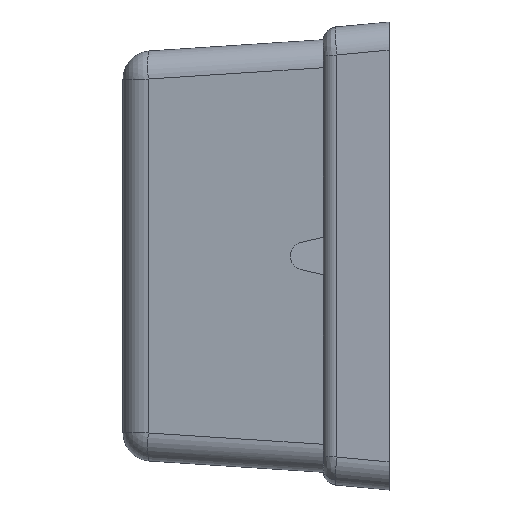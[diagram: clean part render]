
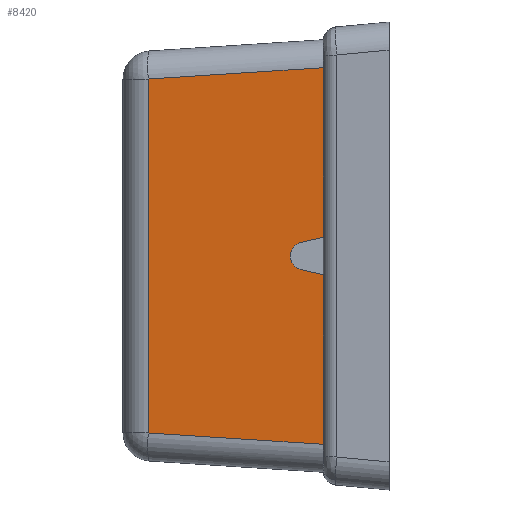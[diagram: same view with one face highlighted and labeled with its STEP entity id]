
A CAD part, left-side view. The second image highlights one B-rep face of the part: STEP entity #8420.
In plain terms, the highlighted planar face has unit normal (-0.995, 0.101, 0).
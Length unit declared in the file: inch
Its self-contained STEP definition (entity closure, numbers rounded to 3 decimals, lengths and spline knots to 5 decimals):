
#912 = DIRECTION ( 'NONE',  ( -0.098, -0.969, 0.226 ) ) ;
#913 = VECTOR ( 'NONE', #912, 39.37008 ) ;
#914 = CARTESIAN_POINT ( 'NONE',  ( -1.05927, 0.16547, -0.05483 ) ) ;
#915 = LINE ( 'NONE', #914, #913 ) ;
#916 = CARTESIAN_POINT ( 'NONE',  ( -1.10407, -0.27762, 0.04869 ) ) ;
#917 = CARTESIAN_POINT ( 'NONE',  ( -1.09748, -0.21245, 0.03346 ) ) ;
#918 = CARTESIAN_POINT ( 'NONE',  ( -1.09748, -0.21245, -0.03346 ) ) ;
#919 = CARTESIAN_POINT ( 'NONE',  ( -1.10407, -0.27762, -0.04869 ) ) ;
#920 =( BOUNDED_CURVE ( )  B_SPLINE_CURVE ( 3, ( #919, #918, #917, #916 ),
 .UNSPECIFIED., .F., .T. ) 
 B_SPLINE_CURVE_WITH_KNOTS ( ( 4, 4 ),
 ( 4.94191, 7.62446 ),
 .UNSPECIFIED. ) 
 CURVE ( )  GEOMETRIC_REPRESENTATION_ITEM ( )  RATIONAL_B_SPLINE_CURVE ( ( 1., 0.485, 0.485, 1. ) ) 
 REPRESENTATION_ITEM ( '' )  );
#1036 = DIRECTION ( 'NONE',  ( 0.1, 0.993, -0.064 ) ) ;
#1037 = VECTOR ( 'NONE', #1036, 39.37008 ) ;
#1038 = CARTESIAN_POINT ( 'NONE',  ( -1.04094, 0.34673, 0.62404 ) ) ;
#1039 = LINE ( 'NONE', #1038, #1037 ) ;
#1040 = DIRECTION ( 'NONE',  ( 0.101, 0.995, 0. ) ) ;
#1041 = DIRECTION ( 'NONE',  ( 0.995, -0.101, 0. ) ) ;
#1042 = CARTESIAN_POINT ( 'NONE',  ( -1.04, 0.356, 0.769 ) ) ;
#1043 = AXIS2_PLACEMENT_3D ( 'NONE', #1042, #1041, #1040 ) ;
#1044 = PLANE ( 'NONE',  #1043 ) ;
#1045 = FACE_OUTER_BOUND ( 'NONE', #8348, .T. ) ;
#1062 = DIRECTION ( 'NONE',  ( -0.1, -0.993, -0.064 ) ) ;
#1063 = VECTOR ( 'NONE', #1062, 39.37008 ) ;
#1064 = CARTESIAN_POINT ( 'NONE',  ( -1.03103, 0.44468, -0.61771 ) ) ;
#1065 = LINE ( 'NONE', #1064, #1063 ) ;
#1066 = DIRECTION ( 'NONE',  ( 0., 0., -1. ) ) ;
#1067 = VECTOR ( 'NONE', #1066, 39.37008 ) ;
#1068 = CARTESIAN_POINT ( 'NONE',  ( -1.04909, 0.26606, 0.769 ) ) ;
#1069 = LINE ( 'NONE', #1068, #1067 ) ;
#1093 = CARTESIAN_POINT ( 'NONE',  ( -1.10407, -0.27762, -0.04869 ) ) ;
#1094 = CARTESIAN_POINT ( 'NONE',  ( -1.10407, -0.27762, 0.04869 ) ) ;
#1095 = DIRECTION ( 'NONE',  ( 0.098, 0.969, 0.226 ) ) ;
#1096 = VECTOR ( 'NONE', #1095, 39.37008 ) ;
#1097 = CARTESIAN_POINT ( 'NONE',  ( -1.02514, 0.50293, 0.13368 ) ) ;
#1098 = LINE ( 'NONE', #1097, #1096 ) ;
#1099 = CARTESIAN_POINT ( 'NONE',  ( -1.04909, 0.26606, -0.62925 ) ) ;
#1100 = CARTESIAN_POINT ( 'NONE',  ( -1.04909, 0.26606, 0.62925 ) ) ;
#4253 = CARTESIAN_POINT ( 'NONE',  ( -1.112, -0.356, -0.66944 ) ) ;
#5647 = VERTEX_POINT ( 'NONE', #4253 ) ;
#6712 = VERTEX_POINT ( 'NONE', #15662 ) ;
#6714 = EDGE_CURVE ( 'NONE', #6712, #5647, #15661, .T. ) ;
#6856 = VERTEX_POINT ( 'NONE', #15913 ) ;
#6857 = VERTEX_POINT ( 'NONE', #15912 ) ;
#6865 = EDGE_CURVE ( 'NONE', #6857, #6856, #15899, .T. ) ;
#8348 = EDGE_LOOP ( 'NONE', ( #8431, #8428, #8353, #8355, #8421, #8422, #8409, #8411 ) ) ;
#8353 = ORIENTED_EDGE ( 'NONE', *, *, #8354, .T. ) ;
#8354 = EDGE_CURVE ( 'NONE', #8432, #8430, #920, .T. ) ;
#8355 = ORIENTED_EDGE ( 'NONE', *, *, #8356, .T. ) ;
#8356 = EDGE_CURVE ( 'NONE', #8430, #6856, #915, .T. ) ;
#8409 = ORIENTED_EDGE ( 'NONE', *, *, #8410, .T. ) ;
#8410 = EDGE_CURVE ( 'NONE', #8424, #8425, #1069, .T. ) ;
#8411 = ORIENTED_EDGE ( 'NONE', *, *, #8412, .T. ) ;
#8412 = EDGE_CURVE ( 'NONE', #8425, #5647, #1065, .T. ) ;
#8420 = ADVANCED_FACE ( 'NONE', ( #1045 ), #1044, .F. ) ;
#8421 = ORIENTED_EDGE ( 'NONE', *, *, #6865, .F. ) ;
#8422 = ORIENTED_EDGE ( 'NONE', *, *, #8423, .T. ) ;
#8423 = EDGE_CURVE ( 'NONE', #6857, #8424, #1039, .T. ) ;
#8424 = VERTEX_POINT ( 'NONE', #1100 ) ;
#8425 = VERTEX_POINT ( 'NONE', #1099 ) ;
#8428 = ORIENTED_EDGE ( 'NONE', *, *, #8429, .T. ) ;
#8429 = EDGE_CURVE ( 'NONE', #6712, #8432, #1098, .T. ) ;
#8430 = VERTEX_POINT ( 'NONE', #1094 ) ;
#8431 = ORIENTED_EDGE ( 'NONE', *, *, #6714, .F. ) ;
#8432 = VERTEX_POINT ( 'NONE', #1093 ) ;
#15658 = DIRECTION ( 'NONE',  ( 0., 0., -1. ) ) ;
#15659 = VECTOR ( 'NONE', #15658, 39.37008 ) ;
#15660 = CARTESIAN_POINT ( 'NONE',  ( -1.112, -0.356, 0.769 ) ) ;
#15661 = LINE ( 'NONE', #15660, #15659 ) ;
#15662 = CARTESIAN_POINT ( 'NONE',  ( -1.112, -0.356, -0.067 ) ) ;
#15896 = DIRECTION ( 'NONE',  ( 0., 0., -1. ) ) ;
#15897 = VECTOR ( 'NONE', #15896, 39.37008 ) ;
#15898 = CARTESIAN_POINT ( 'NONE',  ( -1.112, -0.356, 0.769 ) ) ;
#15899 = LINE ( 'NONE', #15898, #15897 ) ;
#15912 = CARTESIAN_POINT ( 'NONE',  ( -1.112, -0.356, 0.66944 ) ) ;
#15913 = CARTESIAN_POINT ( 'NONE',  ( -1.112, -0.356, 0.067 ) ) ;
